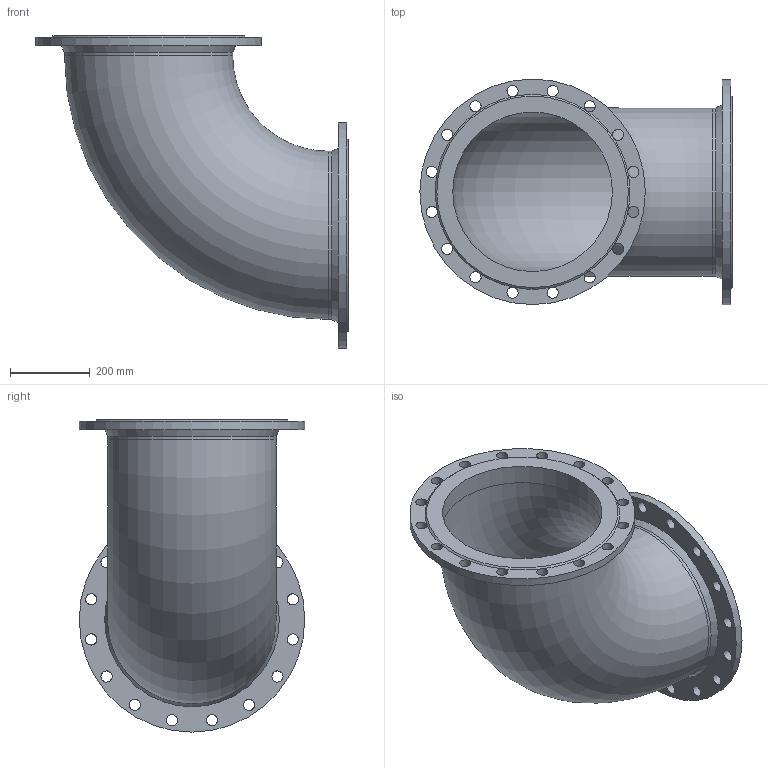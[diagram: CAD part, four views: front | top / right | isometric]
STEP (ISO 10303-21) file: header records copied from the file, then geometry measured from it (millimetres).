
FILE_DESCRIPTION (( 'STEP AP203' ), '1' );
FILE_NAME ('400-90-PN10.STEP', '2017-10-30T08:35:12', ( 'Windows User' ), ( 'AVK' ), 'SwSTEP 2.0', 'SolidWorks 2012', '' );
FILE_SCHEMA (( 'CONFIG_CONTROL_DESIGN' ));
Length unit declared in the file: millimetre
Products named in the file (1): 400-90-PN10
Bounding box: 782.5 x 565 x 782.5 mm (x, y, z)
Volume: 15937106.8 mm3; surface area: 2570263.5 mm2
Topology: 1 solids, 1 shells, 50 faces, 224 edges, 148 vertices
Faces by surface type: cylinder 38, plane 6, cone 4, torus 2
Full cylindrical faces by diameter (mm): 28 x32, 400 x2, 421.6 x2, 565 x2
Entity records: 2281 total; most frequent: CARTESIAN_POINT 659, DIRECTION 326, ORIENTED_EDGE 288, AXIS2_PLACEMENT_3D 163, EDGE_CURVE 144, EDGE_LOOP 132, VERTEX_POINT 112, CIRCLE 112
